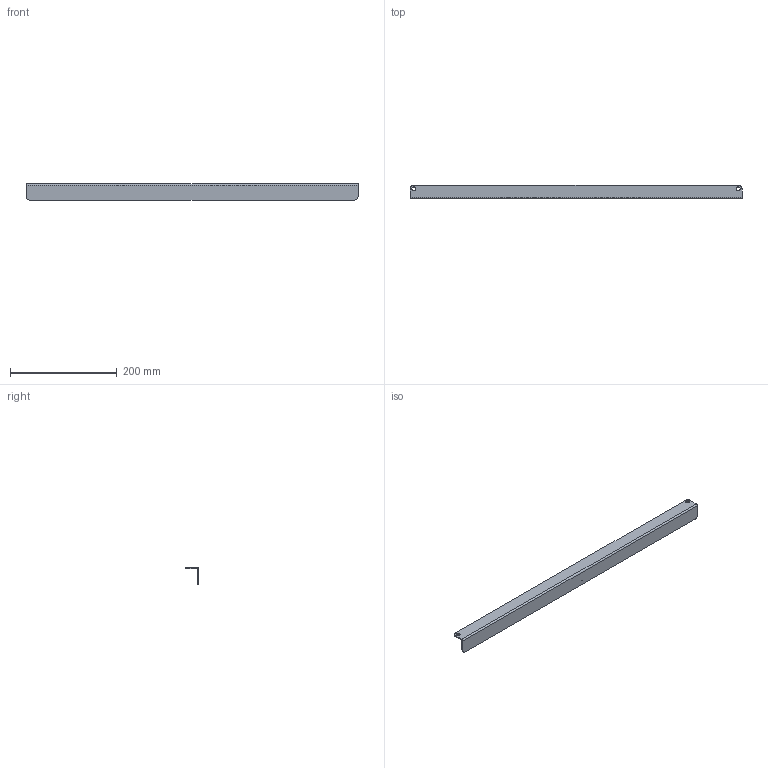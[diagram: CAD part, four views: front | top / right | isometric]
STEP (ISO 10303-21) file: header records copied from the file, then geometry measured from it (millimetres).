
FILE_DESCRIPTION((''),'2;1');
FILE_NAME('170358_SW','2013-03-01T',('banengservice'),('BANNER ENGINEERING'),'PRO/ENGINEER BY PARAMETRIC TECHNOLOGY CORPORATION, 2009141','PRO/ENGINEER BY PARAMETRIC TECHNOLOGY CORPORATION, 2009141','');
FILE_SCHEMA(('CONFIG_CONTROL_DESIGN'));
Length unit declared in the file: inch
Products named in the file (1): 170358_SW
Bounding box: 622 x 25.5 x 30.8 mm (x, y, z)
Volume: 59889.6 mm3; surface area: 69044.1 mm2
Topology: 1 solids, 1 shells, 289 faces, 823 edges, 546 vertices
Faces by surface type: plane 279, cylinder 10
Entity records: 9261 total; most frequent: CARTESIAN_POINT 1658, ORIENTED_EDGE 1646, DIRECTION 1421, EDGE_CURVE 823, VECTOR 803, LINE 803, VERTEX_POINT 546, AXIS2_PLACEMENT_3D 309
